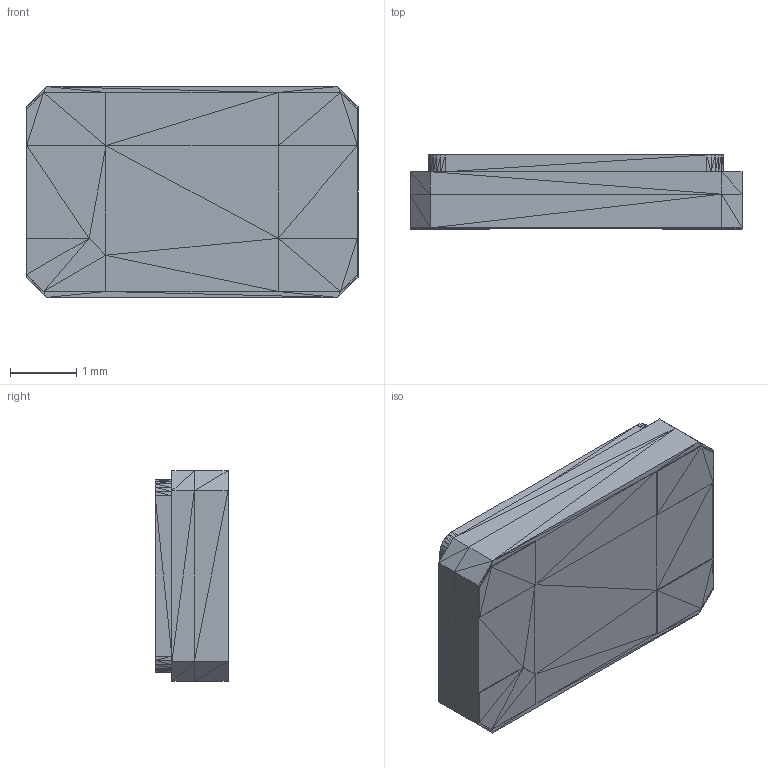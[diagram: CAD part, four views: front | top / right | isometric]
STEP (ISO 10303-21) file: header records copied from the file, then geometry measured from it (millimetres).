
FILE_DESCRIPTION(/* description */ (''),/* implementation_level */ '2;1');
FILE_NAME(/* name */ 'ABM3B-8MHz v1.step',/* time_stamp */ '2018-08-03T01:12:34-04:00',/* author */ ('vogel.sohei'),/* organization */ (''),/* preprocessor_version */ 'ST-DEVELOPER v17',/* originating_system */ 'Autodesk Translation Framework v7.1.0.215',/* authorisation */ '');
FILE_SCHEMA (('AUTOMOTIVE_DESIGN { 1 0 10303 214 3 1 1 }'));
Length unit declared in the file: millimetre
Products named in the file (1): ABM3B-8MHz
Bounding box: 5 x 1.11 x 3.17 mm (x, y, z)
Volume: 16.6 mm3; surface area: 48.5 mm2
Topology: 1 solids, 1 shells, 1292 faces, 1938 edges, 648 vertices
Faces by surface type: plane 1292
Entity records: 25246 total; most frequent: DIRECTION 4524, CARTESIAN_POINT 3879, ORIENTED_EDGE 3876, LINE 1938, VECTOR 1938, EDGE_CURVE 1938, AXIS2_PLACEMENT_3D 1293, FACE_OUTER_BOUND 1292
